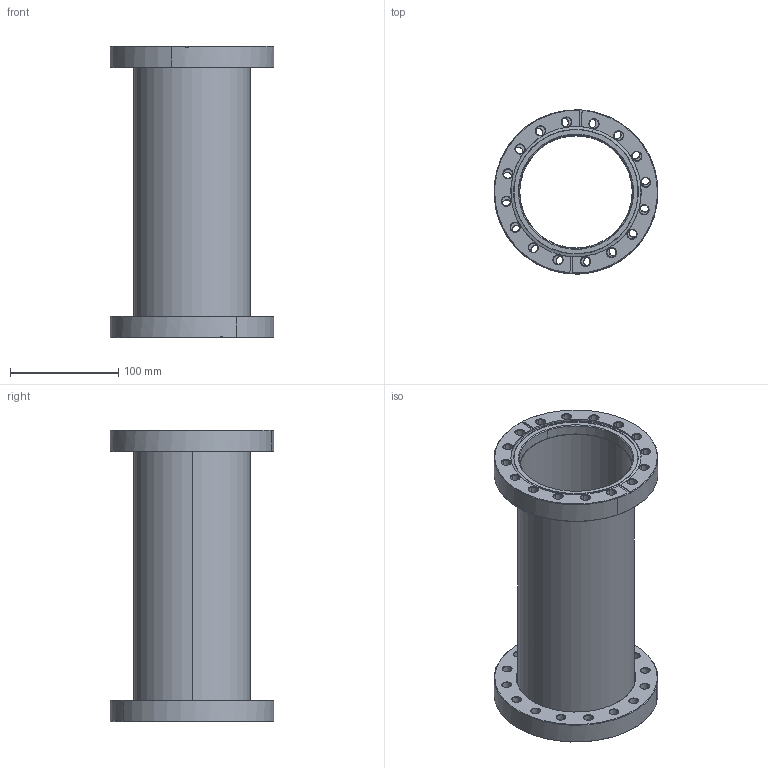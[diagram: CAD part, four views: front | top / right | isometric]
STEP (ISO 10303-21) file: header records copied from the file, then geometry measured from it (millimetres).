
FILE_DESCRIPTION (( 'STEP AP214' ), '1' );
FILE_NAME ('Hositrad_FS100-108R-FullNipple.STEP', '2017-05-08T12:05:19', ( 'Gebruiker' ), ( '' ), 'SwSTEP 2.0', 'SolidWorks 2017', '' );
FILE_SCHEMA (( 'AUTOMOTIVE_DESIGN' ));
Length unit declared in the file: millimetre
Products named in the file (6): NW100CF-weld_CF100-108; NW100CF-R-Weld; NW100CF-R-InnerWeld_CF100-108; NW100CF-R-Outerring_CF100-108; SF-Tubes-All_FS100-108; Hositrad_FS100-108R-FullNipple
Assembly tree (5 placements, depth 3):
  Hositrad_FS100-108R-FullNipple
    SF-Tubes-All_FS100-108
    NW100CF-R-Weld
      NW100CF-R-Outerring_CF100-108
      NW100CF-R-InnerWeld_CF100-108
    NW100CF-weld_CF100-108
Bounding box: 151.51 x 151.58 x 269.8 mm (x, y, z)
Volume: 484336.8 mm3; surface area: 262288.3 mm2
Topology: 4 solids, 4 shells, 277 faces, 644 edges, 377 vertices
Faces by surface type: cone 163, cylinder 88, plane 26
Entity records: 8963 total; most frequent: DIRECTION 1559, CARTESIAN_POINT 1343, ORIENTED_EDGE 1288, EDGE_CURVE 644, AXIS2_PLACEMENT_3D 641, VERTEX_POINT 377, CIRCLE 355, EDGE_LOOP 351
